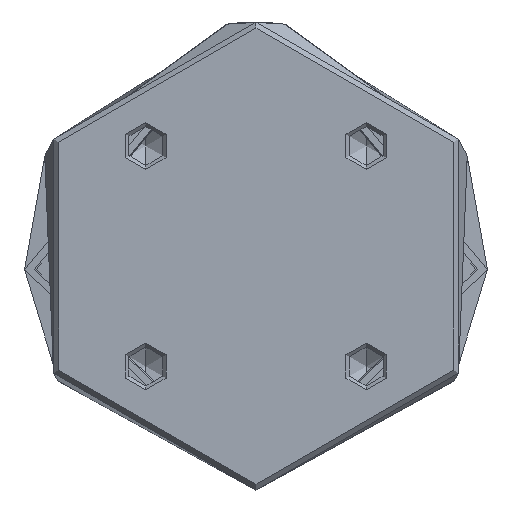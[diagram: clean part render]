
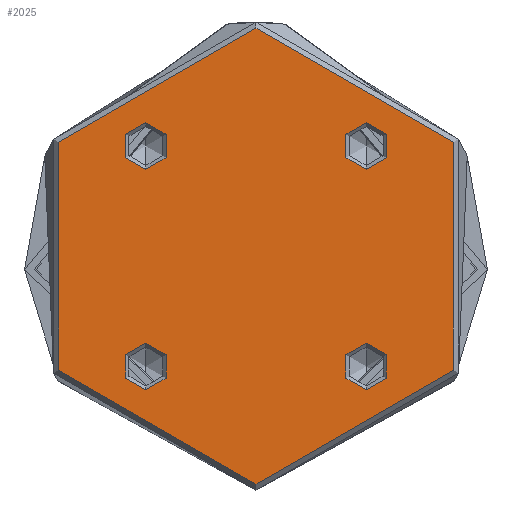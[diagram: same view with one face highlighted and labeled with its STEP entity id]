
A CAD part, front view. The second image highlights one B-rep face of the part: STEP entity #2025.
In plain terms, the highlighted face is planar.
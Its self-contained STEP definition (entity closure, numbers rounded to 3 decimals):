
#182 = ORIENTED_EDGE ( 'NONE', *, *, #3979, .T. ) ;
#237 = FACE_BOUND ( 'NONE', #6225, .T. ) ;
#347 = DIRECTION ( 'NONE',  ( 1., 0., 0. ) ) ;
#432 = ORIENTED_EDGE ( 'NONE', *, *, #4449, .F. ) ;
#446 = FACE_OUTER_BOUND ( 'NONE', #3466, .T. ) ;
#510 = DIRECTION ( 'NONE',  ( 1., 0., 0. ) ) ;
#669 = CIRCLE ( 'NONE', #3535, 6. ) ;
#676 = DIRECTION ( 'NONE',  ( 0., 0., -1. ) ) ;
#736 = CARTESIAN_POINT ( 'NONE',  ( 34.284, -28.284, 0. ) ) ;
#844 = CARTESIAN_POINT ( 'NONE',  ( 28.284, 28.284, 0. ) ) ;
#871 = DIRECTION ( 'NONE',  ( 0., 0., 1. ) ) ;
#889 = DIRECTION ( 'NONE',  ( 1., 0., 0. ) ) ;
#1068 = EDGE_CURVE ( 'NONE', #4357, #7806, #8030, .T. ) ;
#1241 = CARTESIAN_POINT ( 'NONE',  ( 34.284, 28.284, 0. ) ) ;
#1287 = CARTESIAN_POINT ( 'NONE',  ( 28.284, 28.284, 0. ) ) ;
#1447 = CIRCLE ( 'NONE', #4756, 6. ) ;
#1626 = AXIS2_PLACEMENT_3D ( 'NONE', #4076, #4020, #3990 ) ;
#1721 = VERTEX_POINT ( 'NONE', #4647 ) ;
#1771 = CIRCLE ( 'NONE', #4992, 6. ) ;
#1872 = VERTEX_POINT ( 'NONE', #6108 ) ;
#1886 = FACE_BOUND ( 'NONE', #8015, .T. ) ;
#1890 = DIRECTION ( 'NONE',  ( 1., 0., 0. ) ) ;
#1923 = AXIS2_PLACEMENT_3D ( 'NONE', #2958, #3040, #2381 ) ;
#2025 = ADVANCED_FACE ( 'NONE', ( #6889, #1886, #237, #5208, #446 ), #7408, .F. ) ;
#2298 = AXIS2_PLACEMENT_3D ( 'NONE', #6691, #7836, #7897 ) ;
#2317 = DIRECTION ( 'NONE',  ( 0., 0., 1. ) ) ;
#2348 = AXIS2_PLACEMENT_3D ( 'NONE', #4654, #4233, #4281 ) ;
#2381 = DIRECTION ( 'NONE',  ( 1., 0., 0. ) ) ;
#2542 = CIRCLE ( 'NONE', #7309, 6. ) ;
#2557 = ORIENTED_EDGE ( 'NONE', *, *, #3550, .T. ) ;
#2595 = DIRECTION ( 'NONE',  ( -1., 0., 0. ) ) ;
#2632 = CARTESIAN_POINT ( 'NONE',  ( 22.284, -28.284, 0. ) ) ;
#2671 = ORIENTED_EDGE ( 'NONE', *, *, #2835, .T. ) ;
#2784 = EDGE_CURVE ( 'NONE', #1872, #5877, #5304, .T. ) ;
#2835 = EDGE_CURVE ( 'NONE', #6634, #4453, #6784, .T. ) ;
#2905 = CARTESIAN_POINT ( 'NONE',  ( 28.284, -28.284, 0. ) ) ;
#2918 = CARTESIAN_POINT ( 'NONE',  ( -34.284, 28.284, 0. ) ) ;
#2933 = CIRCLE ( 'NONE', #1626, 6. ) ;
#2958 = CARTESIAN_POINT ( 'NONE',  ( 0., 0., 0. ) ) ;
#3040 = DIRECTION ( 'NONE',  ( 0., 0., 1. ) ) ;
#3140 = CARTESIAN_POINT ( 'NONE',  ( -58.5, 0., 0. ) ) ;
#3185 = DIRECTION ( 'NONE',  ( 0., 0., -1. ) ) ;
#3466 = EDGE_LOOP ( 'NONE', ( #3468, #2671 ) ) ;
#3468 = ORIENTED_EDGE ( 'NONE', *, *, #4578, .T. ) ;
#3535 = AXIS2_PLACEMENT_3D ( 'NONE', #3765, #3185, #2595 ) ;
#3550 = EDGE_CURVE ( 'NONE', #1721, #4907, #2933, .T. ) ;
#3703 = CIRCLE ( 'NONE', #7868, 6. ) ;
#3765 = CARTESIAN_POINT ( 'NONE',  ( -28.284, 28.284, 0. ) ) ;
#3857 = CARTESIAN_POINT ( 'NONE',  ( 58.5, 0., 0. ) ) ;
#3876 = AXIS2_PLACEMENT_3D ( 'NONE', #844, #871, #889 ) ;
#3903 = EDGE_CURVE ( 'NONE', #7346, #5111, #1447, .T. ) ;
#3979 = EDGE_CURVE ( 'NONE', #4907, #1721, #669, .T. ) ;
#3990 = DIRECTION ( 'NONE',  ( -1., 0., 0. ) ) ;
#4020 = DIRECTION ( 'NONE',  ( 0., 0., -1. ) ) ;
#4064 = DIRECTION ( 'NONE',  ( 0., 0., 1. ) ) ;
#4076 = CARTESIAN_POINT ( 'NONE',  ( -28.284, 28.284, 0. ) ) ;
#4223 = DIRECTION ( 'NONE',  ( 0., 0., -1. ) ) ;
#4233 = DIRECTION ( 'NONE',  ( 0., 0., 1. ) ) ;
#4281 = DIRECTION ( 'NONE',  ( -1., 0., 0. ) ) ;
#4318 = ORIENTED_EDGE ( 'NONE', *, *, #7736, .T. ) ;
#4357 = VERTEX_POINT ( 'NONE', #6278 ) ;
#4399 = ORIENTED_EDGE ( 'NONE', *, *, #7111, .F. ) ;
#4449 = EDGE_CURVE ( 'NONE', #7806, #4357, #3703, .T. ) ;
#4453 = VERTEX_POINT ( 'NONE', #3140 ) ;
#4578 = EDGE_CURVE ( 'NONE', #4453, #6634, #7208, .T. ) ;
#4638 = EDGE_LOOP ( 'NONE', ( #432, #8019 ) ) ;
#4647 = CARTESIAN_POINT ( 'NONE',  ( -22.284, 28.284, 0. ) ) ;
#4654 = CARTESIAN_POINT ( 'NONE',  ( -28.284, -28.284, 0. ) ) ;
#4756 = AXIS2_PLACEMENT_3D ( 'NONE', #2905, #676, #7500 ) ;
#4907 = VERTEX_POINT ( 'NONE', #2918 ) ;
#4992 = AXIS2_PLACEMENT_3D ( 'NONE', #6070, #2317, #6712 ) ;
#5111 = VERTEX_POINT ( 'NONE', #736 ) ;
#5208 = FACE_BOUND ( 'NONE', #4638, .T. ) ;
#5304 = CIRCLE ( 'NONE', #2348, 6. ) ;
#5430 = CARTESIAN_POINT ( 'NONE',  ( -34.284, -28.284, 0. ) ) ;
#5565 = ORIENTED_EDGE ( 'NONE', *, *, #2784, .F. ) ;
#5659 = DIRECTION ( 'NONE',  ( 0., 0., 1. ) ) ;
#5849 = AXIS2_PLACEMENT_3D ( 'NONE', #7781, #4064, #347 ) ;
#5877 = VERTEX_POINT ( 'NONE', #5430 ) ;
#5894 = ORIENTED_EDGE ( 'NONE', *, *, #3903, .T. ) ;
#6070 = CARTESIAN_POINT ( 'NONE',  ( -28.284, -28.284, 0. ) ) ;
#6108 = CARTESIAN_POINT ( 'NONE',  ( -22.284, -28.284, 0. ) ) ;
#6225 = EDGE_LOOP ( 'NONE', ( #4318, #5894 ) ) ;
#6278 = CARTESIAN_POINT ( 'NONE',  ( 22.284, 28.284, 0. ) ) ;
#6634 = VERTEX_POINT ( 'NONE', #3857 ) ;
#6691 = CARTESIAN_POINT ( 'NONE',  ( 0., 0., 0. ) ) ;
#6712 = DIRECTION ( 'NONE',  ( -1., 0., 0. ) ) ;
#6784 = CIRCLE ( 'NONE', #1923, 58.5 ) ;
#6889 = FACE_BOUND ( 'NONE', #7067, .T. ) ;
#7067 = EDGE_LOOP ( 'NONE', ( #4399, #5565 ) ) ;
#7111 = EDGE_CURVE ( 'NONE', #5877, #1872, #1771, .T. ) ;
#7208 = CIRCLE ( 'NONE', #5849, 58.5 ) ;
#7309 = AXIS2_PLACEMENT_3D ( 'NONE', #7948, #4223, #510 ) ;
#7346 = VERTEX_POINT ( 'NONE', #2632 ) ;
#7408 = PLANE ( 'NONE',  #2298 ) ;
#7500 = DIRECTION ( 'NONE',  ( 1., 0., 0. ) ) ;
#7736 = EDGE_CURVE ( 'NONE', #5111, #7346, #2542, .T. ) ;
#7781 = CARTESIAN_POINT ( 'NONE',  ( 0., 0., 0. ) ) ;
#7806 = VERTEX_POINT ( 'NONE', #1241 ) ;
#7836 = DIRECTION ( 'NONE',  ( 0., 0., -1. ) ) ;
#7868 = AXIS2_PLACEMENT_3D ( 'NONE', #1287, #5659, #1890 ) ;
#7897 = DIRECTION ( 'NONE',  ( -1., 0., 0. ) ) ;
#7948 = CARTESIAN_POINT ( 'NONE',  ( 28.284, -28.284, 0. ) ) ;
#8015 = EDGE_LOOP ( 'NONE', ( #182, #2557 ) ) ;
#8019 = ORIENTED_EDGE ( 'NONE', *, *, #1068, .F. ) ;
#8030 = CIRCLE ( 'NONE', #3876, 6. ) ;
